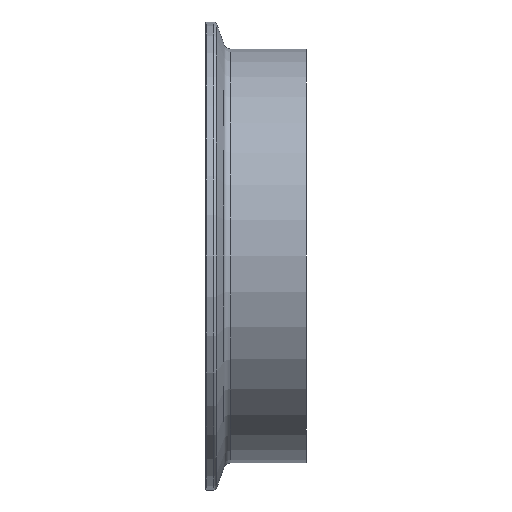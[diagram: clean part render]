
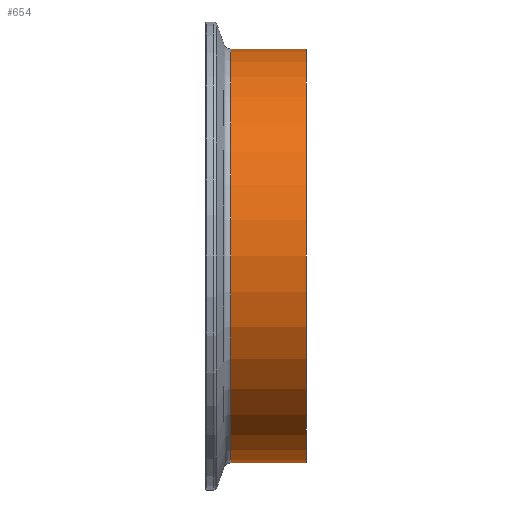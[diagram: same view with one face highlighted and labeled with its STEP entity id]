
A CAD part, front view. The second image highlights one B-rep face of the part: STEP entity #654.
In plain terms, the highlighted cylindrical face has radius 57.475 mm (diameter 114.95 mm), a partial arc.
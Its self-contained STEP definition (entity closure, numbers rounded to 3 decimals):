
#28 = CARTESIAN_POINT ( 'NONE',  ( 28., 0., 0. ) ) ;
#57 = EDGE_CURVE ( 'NONE', #205, #424, #304, .T. ) ;
#72 = LINE ( 'NONE', #197, #213 ) ;
#87 = CIRCLE ( 'NONE', #497, 57.475 ) ;
#116 = EDGE_CURVE ( 'NONE', #553, #205, #573, .T. ) ;
#134 = DIRECTION ( 'NONE',  ( 0., 0., 1. ) ) ;
#144 = DIRECTION ( 'NONE',  ( -1., 0., 0. ) ) ;
#157 = DIRECTION ( 'NONE',  ( -1., 0., 0. ) ) ;
#163 = CARTESIAN_POINT ( 'NONE',  ( 28., 0., 57.475 ) ) ;
#190 = CARTESIAN_POINT ( 'NONE',  ( 0., 0., 57.475 ) ) ;
#197 = CARTESIAN_POINT ( 'NONE',  ( 0., 0., -57.475 ) ) ;
#205 = VERTEX_POINT ( 'NONE', #163 ) ;
#213 = VECTOR ( 'NONE', #418, 1000. ) ;
#238 = CYLINDRICAL_SURFACE ( 'NONE', #337, 57.475 ) ;
#290 = DIRECTION ( 'NONE',  ( -1., 0., 0. ) ) ;
#297 = CARTESIAN_POINT ( 'NONE',  ( 6.989, 0., -57.475 ) ) ;
#304 = LINE ( 'NONE', #190, #510 ) ;
#310 = CARTESIAN_POINT ( 'NONE',  ( 6.989, 0., 57.475 ) ) ;
#337 = AXIS2_PLACEMENT_3D ( 'NONE', #645, #290, #516 ) ;
#345 = ORIENTED_EDGE ( 'NONE', *, *, #57, .T. ) ;
#385 = EDGE_CURVE ( 'NONE', #553, #608, #72, .T. ) ;
#392 = AXIS2_PLACEMENT_3D ( 'NONE', #28, #144, #531 ) ;
#417 = DIRECTION ( 'NONE',  ( -1., 0., 0. ) ) ;
#418 = DIRECTION ( 'NONE',  ( -1., 0., 0. ) ) ;
#424 = VERTEX_POINT ( 'NONE', #310 ) ;
#430 = EDGE_LOOP ( 'NONE', ( #508, #670, #345, #581 ) ) ;
#444 = CARTESIAN_POINT ( 'NONE',  ( 28., 0., -57.475 ) ) ;
#497 = AXIS2_PLACEMENT_3D ( 'NONE', #681, #157, #134 ) ;
#508 = ORIENTED_EDGE ( 'NONE', *, *, #385, .F. ) ;
#510 = VECTOR ( 'NONE', #417, 1000. ) ;
#516 = DIRECTION ( 'NONE',  ( 0., 0., 1. ) ) ;
#519 = FACE_OUTER_BOUND ( 'NONE', #430, .T. ) ;
#531 = DIRECTION ( 'NONE',  ( 0., 0., 1. ) ) ;
#553 = VERTEX_POINT ( 'NONE', #444 ) ;
#573 = CIRCLE ( 'NONE', #392, 57.475 ) ;
#581 = ORIENTED_EDGE ( 'NONE', *, *, #753, .F. ) ;
#608 = VERTEX_POINT ( 'NONE', #297 ) ;
#645 = CARTESIAN_POINT ( 'NONE',  ( 0., 0., 0. ) ) ;
#654 = ADVANCED_FACE ( 'NONE', ( #519 ), #238, .T. ) ;
#670 = ORIENTED_EDGE ( 'NONE', *, *, #116, .T. ) ;
#681 = CARTESIAN_POINT ( 'NONE',  ( 6.989, 0., 0. ) ) ;
#753 = EDGE_CURVE ( 'NONE', #608, #424, #87, .T. ) ;
